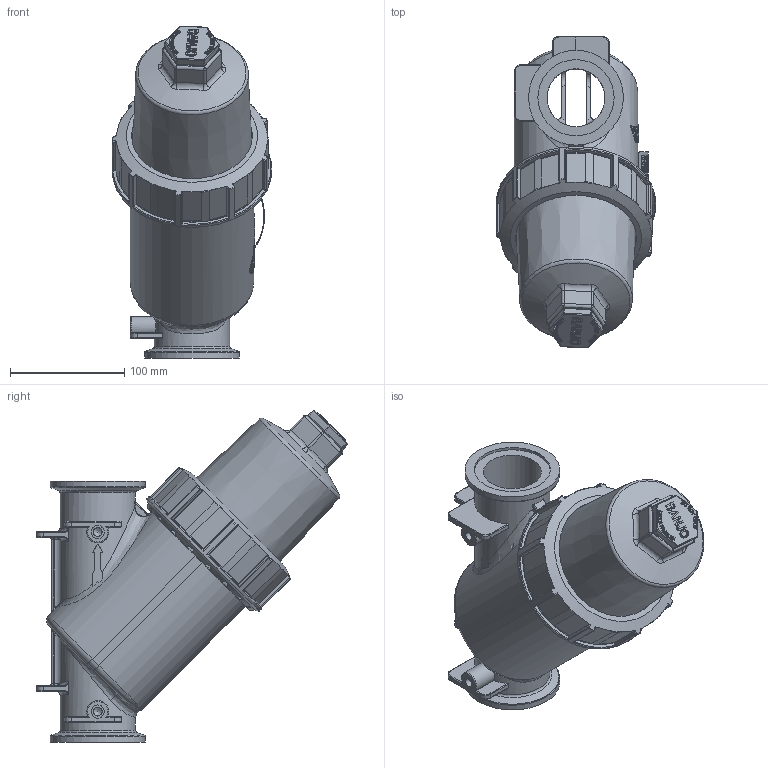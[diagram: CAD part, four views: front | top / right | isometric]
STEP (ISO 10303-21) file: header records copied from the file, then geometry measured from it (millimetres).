
FILE_DESCRIPTION(/* description */ ('2" FP MANIFOLD Y-STRAINER BODY & CAP INSERT'),/* implementation_level */ '2;1');
FILE_NAME(/* name */ 'MLS222IBC.stp',/* time_stamp */ '2023-05-09T10:50:20-04:00',/* author */ ('JBH'),/* organization */ (''),/* preprocessor_version */ 'ST-DEVELOPER v18.1',/* originating_system */ 'Autodesk Inventor 2022',/* authorisation */ '');
FILE_SCHEMA (('AUTOMOTIVE_DESIGN { 1 0 10303 214 3 1 1 }'));
Length unit declared in the file: inch
Products named in the file (10): MLS222IBC; MLS222BI; MLS222B; V25022; MLS220R1; LST225D; MLS220C1X; LSQ200-PL; LSQ200-R; MLS220G1
Assembly tree (10 placements, depth 3):
  MLS222IBC
    MLS222BI
      MLS222B
      V25022  x2
    MLS220R1
    LST225D
    MLS220C1X
    LSQ200-PL
    LSQ200-R
    MLS220G1
Bounding box: 139.95 x 273.37 x 290.9 mm (x, y, z)
Volume: 1338722.3 mm3; surface area: 361206.7 mm2
Topology: 9 solids, 9 shells, 3337 faces, 8935 edges, 5839 vertices
Faces by surface type: plane 1484, bspline 1095, cylinder 544, torus 117, cone 57, sphere 40
Full cylindrical faces by diameter (mm): 7.493 x2, 7.798 x2, 11.557 x4, 12.7 x4, 19.05 x1, 25.4 x1, 29.867 x9, 33.401 x1, 50.8 x2, 66.04 x2, 66.802 x2, 83.058 x2, 89.662 x1, 99.187 x1, 104.14 x2, 104.902 x1, 106.045 x1, 107.073 x1, 113.03 x1, 114.3 x1, 139.954 x1
Entity records: 247628 total; most frequent: CARTESIAN_POINT 170775, ORIENTED_EDGE 17778, DIRECTION 11809, EDGE_CURVE 8889, VERTEX_POINT 5826, AXIS2_PLACEMENT_3D 4020, LINE 3769, VECTOR 3769
